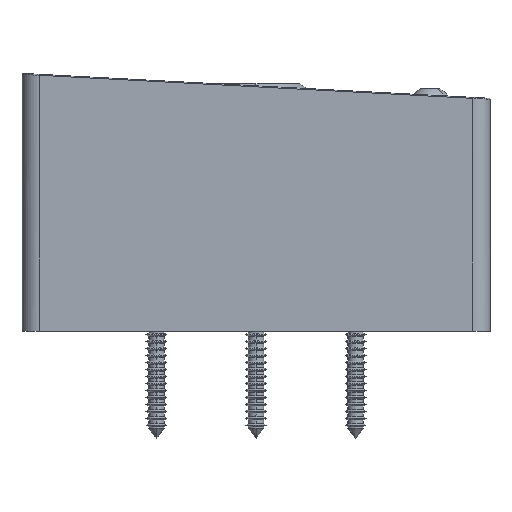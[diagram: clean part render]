
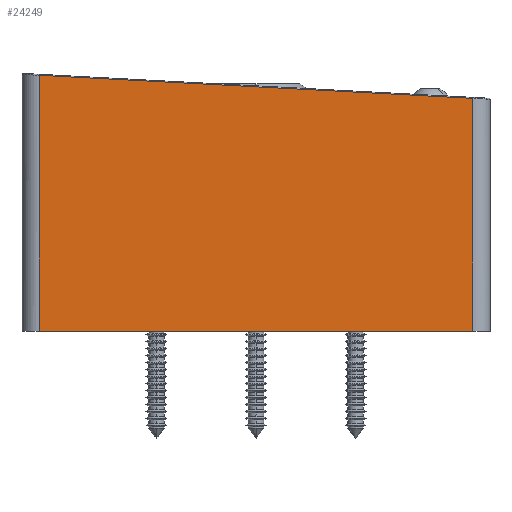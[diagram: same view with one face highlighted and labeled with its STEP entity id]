
A CAD part, left-side view. The second image highlights one B-rep face of the part: STEP entity #24249.
In plain terms, the highlighted planar face has unit normal (-1, 0, 0).
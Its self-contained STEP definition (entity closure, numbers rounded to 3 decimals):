
#1318 = CARTESIAN_POINT ( 'NONE',  ( -19.15, 43.5, 53. ) ) ;
#2921 = VERTEX_POINT ( 'NONE', #24805 ) ;
#4134 = EDGE_CURVE ( 'NONE', #34196, #34793, #6276, .T. ) ;
#4674 = VECTOR ( 'NONE', #25775, 1000. ) ;
#6276 = LINE ( 'NONE', #17869, #21925 ) ;
#6547 = DIRECTION ( 'NONE',  ( 0., 0.999, 0.053 ) ) ;
#10165 = VECTOR ( 'NONE', #6547, 1000. ) ;
#10544 = DIRECTION ( 'NONE',  ( 0., 0., -1. ) ) ;
#12605 = CARTESIAN_POINT ( 'NONE',  ( -19.15, -43.5, 46.786 ) ) ;
#13586 = VERTEX_POINT ( 'NONE', #12605 ) ;
#14034 = ORIENTED_EDGE ( 'NONE', *, *, #34713, .T. ) ;
#17189 = LINE ( 'NONE', #35915, #29197 ) ;
#17869 = CARTESIAN_POINT ( 'NONE',  ( -19.15, 43.5, 0. ) ) ;
#17895 = CARTESIAN_POINT ( 'NONE',  ( -19.15, -43.5, 0. ) ) ;
#18318 = ORIENTED_EDGE ( 'NONE', *, *, #19078, .F. ) ;
#18891 = CARTESIAN_POINT ( 'NONE',  ( -19.15, -43.5, 53. ) ) ;
#19078 = EDGE_CURVE ( 'NONE', #13586, #34793, #32900, .T. ) ;
#21925 = VECTOR ( 'NONE', #32322, 1000. ) ;
#21926 = DIRECTION ( 'NONE',  ( 0., 1., 0. ) ) ;
#24249 = ADVANCED_FACE ( 'NONE', ( #43724 ), #25713, .F. ) ;
#24805 = CARTESIAN_POINT ( 'NONE',  ( -19.15, 43.5, 51.414 ) ) ;
#25713 = PLANE ( 'NONE',  #40103 ) ;
#25775 = DIRECTION ( 'NONE',  ( 0., 0., -1. ) ) ;
#27100 = ORIENTED_EDGE ( 'NONE', *, *, #38900, .T. ) ;
#27622 = ORIENTED_EDGE ( 'NONE', *, *, #4134, .T. ) ;
#29197 = VECTOR ( 'NONE', #10544, 1000. ) ;
#29677 = EDGE_LOOP ( 'NONE', ( #18318, #14034, #27100, #27622 ) ) ;
#32322 = DIRECTION ( 'NONE',  ( 0., -1., 0. ) ) ;
#32570 = CARTESIAN_POINT ( 'NONE',  ( -19.15, 43.511, 51.414 ) ) ;
#32900 = LINE ( 'NONE', #18891, #4674 ) ;
#34196 = VERTEX_POINT ( 'NONE', #44752 ) ;
#34713 = EDGE_CURVE ( 'NONE', #13586, #2921, #35455, .T. ) ;
#34793 = VERTEX_POINT ( 'NONE', #17895 ) ;
#35455 = LINE ( 'NONE', #32570, #10165 ) ;
#35915 = CARTESIAN_POINT ( 'NONE',  ( -19.15, 43.5, 53. ) ) ;
#38900 = EDGE_CURVE ( 'NONE', #2921, #34196, #17189, .T. ) ;
#39962 = DIRECTION ( 'NONE',  ( 1., 0., 0. ) ) ;
#40103 = AXIS2_PLACEMENT_3D ( 'NONE', #1318, #39962, #21926 ) ;
#43724 = FACE_OUTER_BOUND ( 'NONE', #29677, .T. ) ;
#44752 = CARTESIAN_POINT ( 'NONE',  ( -19.15, 43.5, 0. ) ) ;
